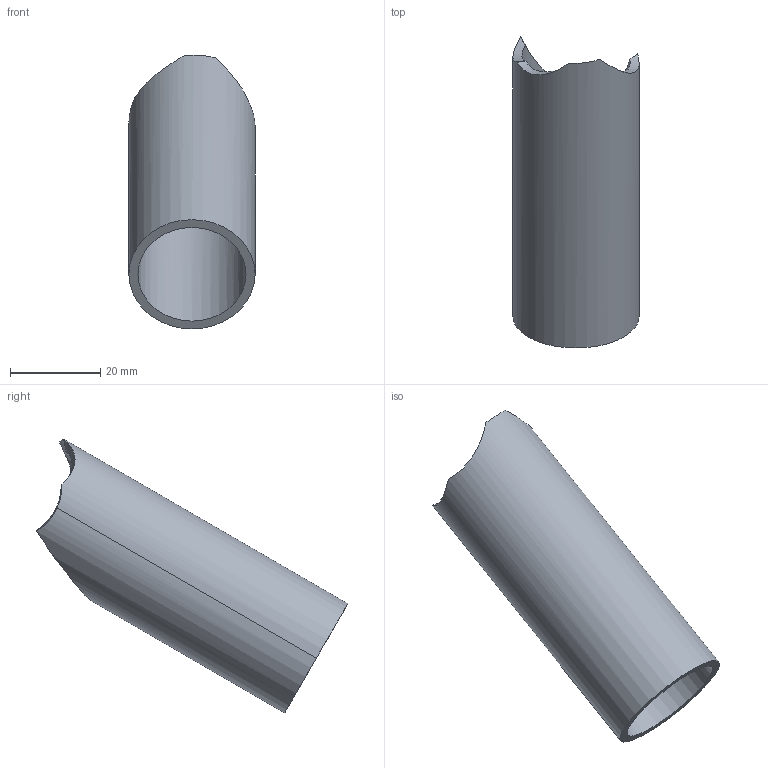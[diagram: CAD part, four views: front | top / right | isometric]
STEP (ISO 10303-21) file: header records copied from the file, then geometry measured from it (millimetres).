
FILE_DESCRIPTION(('CATIA V5 STEP Exchange'),'2;1');
FILE_NAME('j''essaye de réparer\122.stp','2022-01-04T14:20:45+00:00',('none'),('none'),'CATIA Version 5 Release 19 SP 2 (IN-10)','CATIA V5 STEP AP203','none');
FILE_SCHEMA(('CONFIG_CONTROL_DESIGN'));
Length unit declared in the file: millimetre
Products named in the file (1): Shape_232
Bounding box: 28 x 69.18 x 60.74 mm (x, y, z)
Volume: 10332.6 mm3; surface area: 10720.5 mm2
Topology: 1 solids, 1 shells, 13 faces, 36 edges, 24 vertices
Faces by surface type: cylinder 12, plane 1
Entity records: 544 total; most frequent: CARTESIAN_POINT 228, ORIENTED_EDGE 72, EDGE_CURVE 36, DIRECTION 29, B_SPLINE_CURVE_WITH_KNOTS 25, VERTEX_POINT 24, AXIS2_PLACEMENT_3D 14, EDGE_LOOP 14
